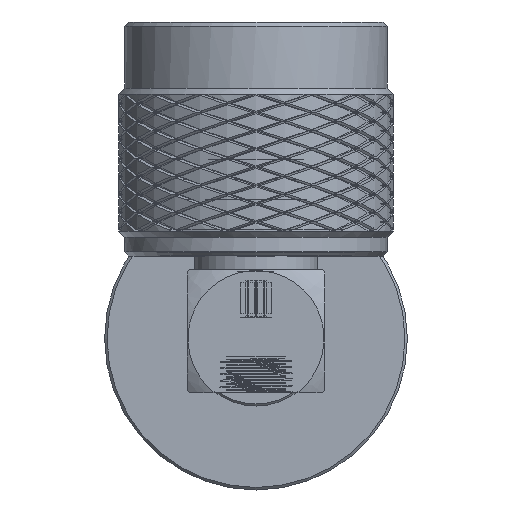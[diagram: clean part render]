
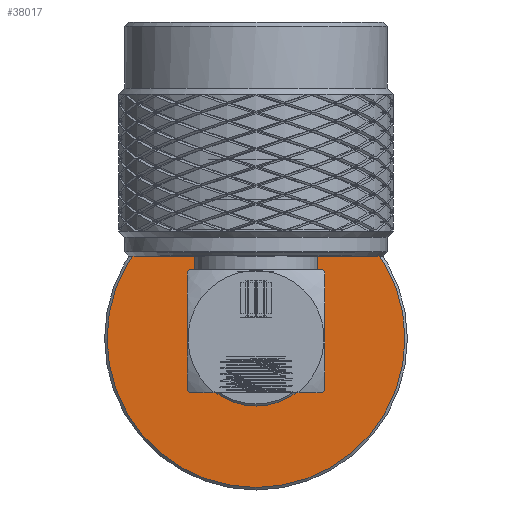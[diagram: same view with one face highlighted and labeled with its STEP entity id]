
A CAD part, front view. The second image highlights one B-rep face of the part: STEP entity #38017.
In plain terms, the highlighted planar face has unit normal (0, -1, 0).
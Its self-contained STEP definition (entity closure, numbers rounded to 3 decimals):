
#5311=PLANE('',#39071);
#10930=ORIENTED_EDGE('',*,*,#16250,.T.);
#10931=ORIENTED_EDGE('',*,*,#16142,.T.);
#16142=EDGE_CURVE('',#18959,#18959,#19899,.F.);
#16250=EDGE_CURVE('',#19022,#19022,#19902,.T.);
#18959=VERTEX_POINT('',#196682);
#19022=VERTEX_POINT('',#198506);
#19899=CIRCLE('',#39051,10.82);
#19902=CIRCLE('',#39072,4.9);
#21607=EDGE_LOOP('',(#10930));
#21608=EDGE_LOOP('',(#10931));
#23572=FACE_BOUND('',#21607,.T.);
#23573=FACE_BOUND('',#21608,.T.);
#38017=ADVANCED_FACE('',(#23572,#23573),#5311,.F.);
#39051=AXIS2_PLACEMENT_3D('',#196681,#41087,#41088);
#39071=AXIS2_PLACEMENT_3D('',#198504,#41127,#41128);
#39072=AXIS2_PLACEMENT_3D('',#198505,#41129,#41130);
#41087=DIRECTION('',(0.,1.,0.));
#41088=DIRECTION('',(-1.,0.,0.));
#41127=DIRECTION('',(0.,1.,0.));
#41128=DIRECTION('',(-1.,0.,0.));
#41129=DIRECTION('',(0.,1.,0.));
#41130=DIRECTION('',(1.,0.,0.));
#196681=CARTESIAN_POINT('',(0.,137.5,0.));
#196682=CARTESIAN_POINT('',(-10.82,137.5,0.));
#198504=CARTESIAN_POINT('',(0.,137.5,0.));
#198505=CARTESIAN_POINT('',(0.,137.5,0.));
#198506=CARTESIAN_POINT('',(4.9,137.5,0.));
